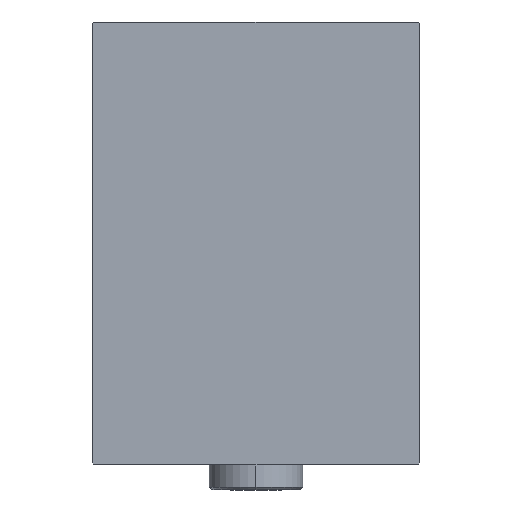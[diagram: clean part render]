
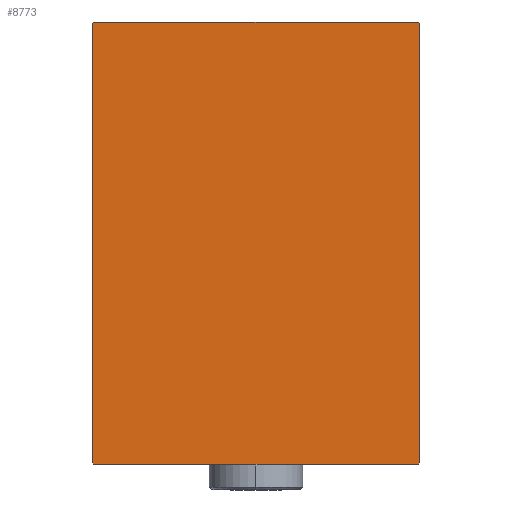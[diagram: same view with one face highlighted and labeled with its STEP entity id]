
A CAD part, left-side view. The second image highlights one B-rep face of the part: STEP entity #8773.
In plain terms, the highlighted face is planar.
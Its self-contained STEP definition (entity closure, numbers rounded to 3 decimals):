
#161 = CARTESIAN_POINT ( 'NONE',  ( 143., -36.85, -36.85 ) ) ;
#953 = DIRECTION ( 'NONE',  ( 1., 0., 0. ) ) ;
#1085 = VERTEX_POINT ( 'NONE', #30994 ) ;
#1141 = DIRECTION ( 'NONE',  ( 0., 0.707, 0.707 ) ) ;
#1715 = LINE ( 'NONE', #29878, #42491 ) ;
#1757 = VERTEX_POINT ( 'NONE', #28226 ) ;
#2319 = DIRECTION ( 'NONE',  ( 0., -0.707, 0.707 ) ) ;
#2764 = LINE ( 'NONE', #19994, #42359 ) ;
#3155 = EDGE_CURVE ( 'NONE', #1757, #25654, #2764, .T. ) ;
#4160 = CARTESIAN_POINT ( 'NONE',  ( 143., 36.85, -36.85 ) ) ;
#5333 = VERTEX_POINT ( 'NONE', #14598 ) ;
#6477 = DIRECTION ( 'NONE',  ( 0., 0., -1. ) ) ;
#7262 = VECTOR ( 'NONE', #14563, 1000. ) ;
#7657 = CARTESIAN_POINT ( 'NONE',  ( 143., 31.5, -42.2 ) ) ;
#7975 = ORIENTED_EDGE ( 'NONE', *, *, #21132, .T. ) ;
#8047 = CARTESIAN_POINT ( 'NONE',  ( 143., -36.85, 36.85 ) ) ;
#8150 = DIRECTION ( 'NONE',  ( 0., 0., -1. ) ) ;
#8440 = CARTESIAN_POINT ( 'NONE',  ( 143., -31.2, 42.5 ) ) ;
#8773 = ADVANCED_FACE ( 'NONE', ( #21892 ), #12096, .T. ) ;
#11866 = CARTESIAN_POINT ( 'NONE',  ( 143., 0., 0. ) ) ;
#11941 = CARTESIAN_POINT ( 'NONE',  ( 143., 31.2, -42.5 ) ) ;
#12096 = PLANE ( 'NONE',  #32732 ) ;
#13410 = LINE ( 'NONE', #45304, #30142 ) ;
#14563 = DIRECTION ( 'NONE',  ( 0., 0.707, -0.707 ) ) ;
#14598 = CARTESIAN_POINT ( 'NONE',  ( 143., -31.5, 42.2 ) ) ;
#14645 = VECTOR ( 'NONE', #6477, 1000. ) ;
#15413 = VECTOR ( 'NONE', #42564, 1000. ) ;
#15716 = LINE ( 'NONE', #8047, #44982 ) ;
#17742 = EDGE_CURVE ( 'NONE', #44763, #25830, #18826, .T. ) ;
#18230 = ORIENTED_EDGE ( 'NONE', *, *, #44282, .T. ) ;
#18826 = LINE ( 'NONE', #4160, #27265 ) ;
#19066 = ORIENTED_EDGE ( 'NONE', *, *, #44448, .T. ) ;
#19401 = EDGE_CURVE ( 'NONE', #25830, #1757, #36516, .T. ) ;
#19994 = CARTESIAN_POINT ( 'NONE',  ( 143., 36.85, 36.85 ) ) ;
#21132 = EDGE_CURVE ( 'NONE', #5333, #1085, #42103, .T. ) ;
#21383 = CARTESIAN_POINT ( 'NONE',  ( 143., -31.5, 42.5 ) ) ;
#21556 = LINE ( 'NONE', #161, #7262 ) ;
#21892 = FACE_OUTER_BOUND ( 'NONE', #33434, .T. ) ;
#22027 = DIRECTION ( 'NONE',  ( 0., -0.707, -0.707 ) ) ;
#22180 = ORIENTED_EDGE ( 'NONE', *, *, #33924, .T. ) ;
#23951 = EDGE_CURVE ( 'NONE', #1085, #29850, #21556, .T. ) ;
#25654 = VERTEX_POINT ( 'NONE', #30037 ) ;
#25830 = VERTEX_POINT ( 'NONE', #7657 ) ;
#27265 = VECTOR ( 'NONE', #1141, 1000. ) ;
#28226 = CARTESIAN_POINT ( 'NONE',  ( 143., 31.5, 42.2 ) ) ;
#29850 = VERTEX_POINT ( 'NONE', #38827 ) ;
#29878 = CARTESIAN_POINT ( 'NONE',  ( 143., -31.5, -42.5 ) ) ;
#30037 = CARTESIAN_POINT ( 'NONE',  ( 143., 31.2, 42.5 ) ) ;
#30142 = VECTOR ( 'NONE', #37407, 1000. ) ;
#30272 = VERTEX_POINT ( 'NONE', #8440 ) ;
#30994 = CARTESIAN_POINT ( 'NONE',  ( 143., -31.5, -42.2 ) ) ;
#31822 = ORIENTED_EDGE ( 'NONE', *, *, #17742, .T. ) ;
#32323 = CARTESIAN_POINT ( 'NONE',  ( 143., 31.5, -42.5 ) ) ;
#32732 = AXIS2_PLACEMENT_3D ( 'NONE', #11866, #953, #8150 ) ;
#33130 = DIRECTION ( 'NONE',  ( 0., 1., 0. ) ) ;
#33434 = EDGE_LOOP ( 'NONE', ( #22180, #31822, #38480, #38577, #18230, #19066, #7975, #42536 ) ) ;
#33924 = EDGE_CURVE ( 'NONE', #29850, #44763, #1715, .T. ) ;
#36516 = LINE ( 'NONE', #32323, #15413 ) ;
#37407 = DIRECTION ( 'NONE',  ( 0., -1., 0. ) ) ;
#38480 = ORIENTED_EDGE ( 'NONE', *, *, #19401, .T. ) ;
#38577 = ORIENTED_EDGE ( 'NONE', *, *, #3155, .T. ) ;
#38827 = CARTESIAN_POINT ( 'NONE',  ( 143., -31.2, -42.5 ) ) ;
#42103 = LINE ( 'NONE', #21383, #14645 ) ;
#42359 = VECTOR ( 'NONE', #2319, 1000. ) ;
#42491 = VECTOR ( 'NONE', #33130, 1000. ) ;
#42536 = ORIENTED_EDGE ( 'NONE', *, *, #23951, .T. ) ;
#42564 = DIRECTION ( 'NONE',  ( 0., 0., 1. ) ) ;
#44282 = EDGE_CURVE ( 'NONE', #25654, #30272, #13410, .T. ) ;
#44448 = EDGE_CURVE ( 'NONE', #30272, #5333, #15716, .T. ) ;
#44763 = VERTEX_POINT ( 'NONE', #11941 ) ;
#44982 = VECTOR ( 'NONE', #22027, 1000. ) ;
#45304 = CARTESIAN_POINT ( 'NONE',  ( 143., 31.5, 42.5 ) ) ;
